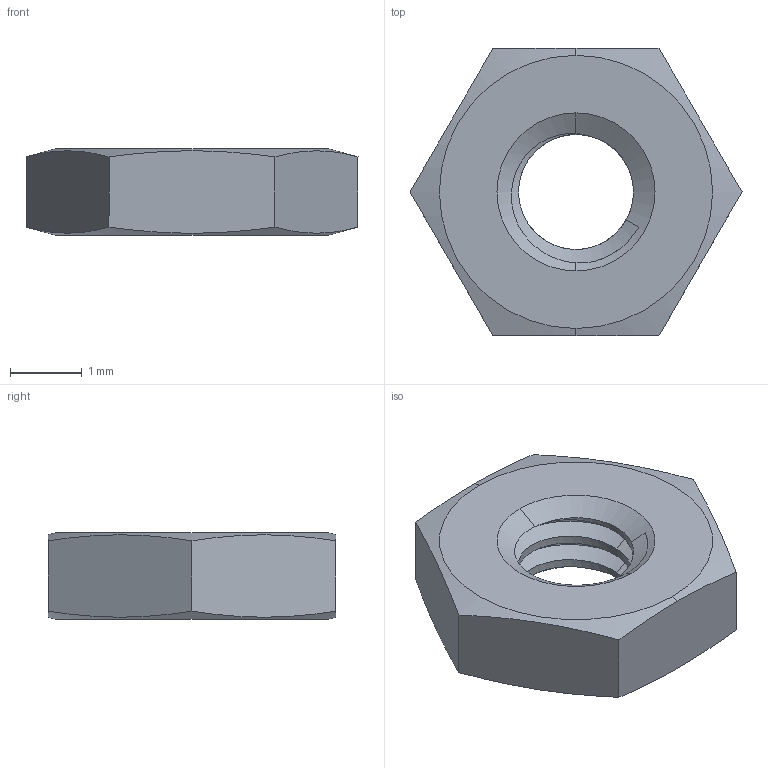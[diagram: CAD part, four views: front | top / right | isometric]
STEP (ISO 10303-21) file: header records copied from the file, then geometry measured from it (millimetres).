
FILE_DESCRIPTION (( 'STEP AP214' ), '1' );
FILE_NAME ('M2x1.2mm Hex Nut.STEP', '2020-07-23T12:30:13', ( '' ), ( '' ), 'SwSTEP 2.0', 'SolidWorks 2020', '' );
FILE_SCHEMA (( 'AUTOMOTIVE_DESIGN' ));
Length unit declared in the file: millimetre
Products named in the file (1): M2x1.2mm Hex Nut
Bounding box: 4.62 x 4 x 1.2 mm (x, y, z)
Volume: 13.3 mm3; surface area: 47 mm2
Topology: 1 solids, 1 shells, 31 faces, 81 edges, 52 vertices
Faces by surface type: bspline 9, cone 8, plane 8, cylinder 6
Entity records: 1677 total; most frequent: CARTESIAN_POINT 980, ORIENTED_EDGE 162, DIRECTION 95, EDGE_CURVE 81, VERTEX_POINT 52, B_SPLINE_CURVE_WITH_KNOTS 44, AXIS2_PLACEMENT_3D 35, EDGE_LOOP 33
